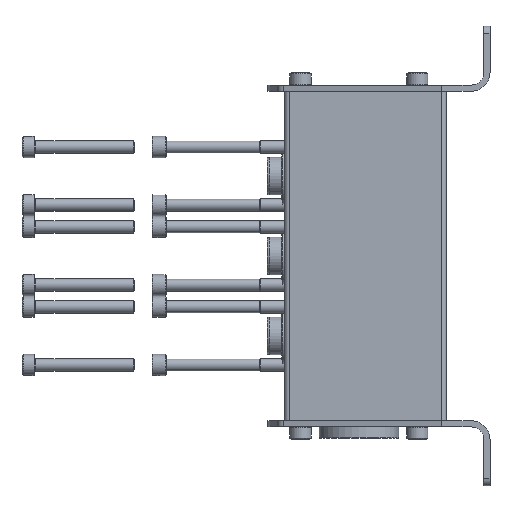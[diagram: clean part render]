
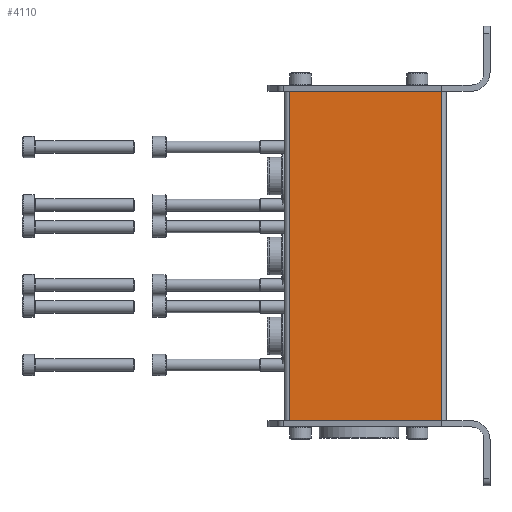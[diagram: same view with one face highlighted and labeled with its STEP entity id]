
A CAD part, left-side view. The second image highlights one B-rep face of the part: STEP entity #4110.
In plain terms, the highlighted planar face has unit normal (-1, 0, 0).
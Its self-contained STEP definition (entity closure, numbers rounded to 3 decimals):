
#230=LINE('',#6520,#468);
#231=LINE('',#6523,#469);
#232=LINE('',#6525,#470);
#233=LINE('',#6527,#471);
#468=VECTOR('',#5065,1000.);
#469=VECTOR('',#5066,1000.);
#470=VECTOR('',#5067,1000.);
#471=VECTOR('',#5068,1000.);
#706=PLANE('',#4479);
#1097=ORIENTED_EDGE('',*,*,#2163,.F.);
#1098=ORIENTED_EDGE('',*,*,#2164,.F.);
#1099=ORIENTED_EDGE('',*,*,#2165,.T.);
#1100=ORIENTED_EDGE('',*,*,#2166,.T.);
#2163=EDGE_CURVE('',#2696,#2697,#230,.T.);
#2164=EDGE_CURVE('',#2698,#2696,#231,.T.);
#2165=EDGE_CURVE('',#2698,#2699,#232,.T.);
#2166=EDGE_CURVE('',#2699,#2697,#233,.T.);
#2696=VERTEX_POINT('',#6521);
#2697=VERTEX_POINT('',#6522);
#2698=VERTEX_POINT('',#6524);
#2699=VERTEX_POINT('',#6526);
#3126=EDGE_LOOP('',(#1097,#1098,#1099,#1100));
#3564=FACE_BOUND('',#3126,.T.);
#4110=ADVANCED_FACE('',(#3564),#706,.T.);
#4479=AXIS2_PLACEMENT_3D('',#6519,#5063,#5064);
#5063=DIRECTION('',(-1.,0.,0.));
#5064=DIRECTION('',(0.,0.,1.));
#5065=DIRECTION('',(0.,-1.,0.));
#5066=DIRECTION('',(0.,0.,1.));
#5067=DIRECTION('',(0.,-1.,0.));
#5068=DIRECTION('',(0.,0.,1.));
#6519=CARTESIAN_POINT('',(-17.,28.,-132.));
#6520=CARTESIAN_POINT('',(-17.,28.,0.));
#6521=CARTESIAN_POINT('',(-17.,28.,0.));
#6522=CARTESIAN_POINT('',(-17.,-33.,0.));
#6523=CARTESIAN_POINT('',(-17.,28.,-132.));
#6524=CARTESIAN_POINT('',(-17.,28.,-132.));
#6525=CARTESIAN_POINT('',(-17.,28.,-132.));
#6526=CARTESIAN_POINT('',(-17.,-33.,-132.));
#6527=CARTESIAN_POINT('',(-17.,-33.,-132.));
